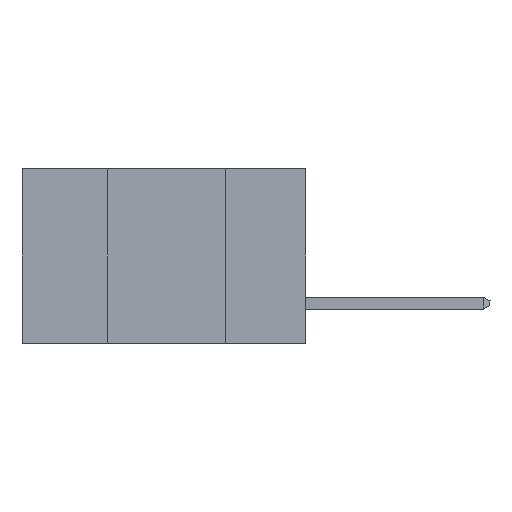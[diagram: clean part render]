
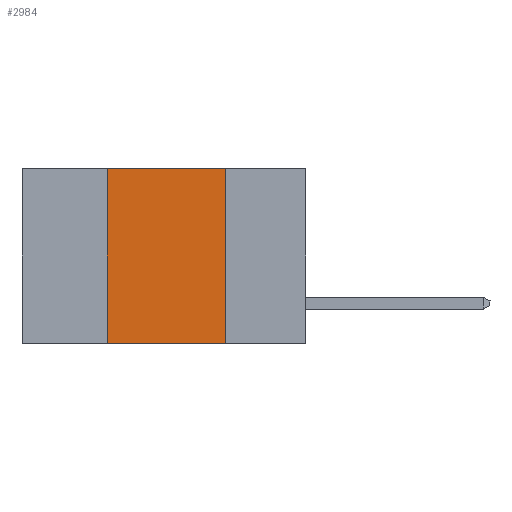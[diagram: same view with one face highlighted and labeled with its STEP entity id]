
A CAD part, left-side view. The second image highlights one B-rep face of the part: STEP entity #2984.
In plain terms, the highlighted planar face has unit normal (-1, 0, 0).
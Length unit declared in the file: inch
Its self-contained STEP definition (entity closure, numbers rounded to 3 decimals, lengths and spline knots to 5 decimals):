
#230 = ORIENTED_EDGE ( 'NONE', *, *, #15218, .T. ) ;
#965 = CARTESIAN_POINT ( 'NONE',  ( 0., 0.42, -0.37 ) ) ;
#1575 = VECTOR ( 'NONE', #4459, 39.37008 ) ;
#1718 = FACE_OUTER_BOUND ( 'NONE', #3073, .T. ) ;
#1818 = CARTESIAN_POINT ( 'NONE',  ( 0., 0.17, -0.37 ) ) ;
#1945 = VECTOR ( 'NONE', #7424, 39.37008 ) ;
#2136 = LINE ( 'NONE', #6898, #9702 ) ;
#2711 = DIRECTION ( 'NONE',  ( 0., -1., 0. ) ) ;
#2984 = ADVANCED_FACE ( 'NONE', ( #1718 ), #6401, .F. ) ;
#3073 = EDGE_LOOP ( 'NONE', ( #6765, #8557, #12023, #230 ) ) ;
#3897 = DIRECTION ( 'NONE',  ( 1., 0., 0. ) ) ;
#4335 = VERTEX_POINT ( 'NONE', #11410 ) ;
#4459 = DIRECTION ( 'NONE',  ( 0., 0., -1. ) ) ;
#4798 = VERTEX_POINT ( 'NONE', #11724 ) ;
#5232 = LINE ( 'NONE', #12366, #1945 ) ;
#5677 = VECTOR ( 'NONE', #2711, 39.37008 ) ;
#6213 = EDGE_CURVE ( 'NONE', #9066, #4335, #2136, .T. ) ;
#6401 = PLANE ( 'NONE',  #13277 ) ;
#6765 = ORIENTED_EDGE ( 'NONE', *, *, #9088, .F. ) ;
#6898 = CARTESIAN_POINT ( 'NONE',  ( 0., 0.42, -0.37 ) ) ;
#7424 = DIRECTION ( 'NONE',  ( 0., -1., 0. ) ) ;
#7907 = LINE ( 'NONE', #1818, #1575 ) ;
#8135 = DIRECTION ( 'NONE',  ( 0., 0., 1. ) ) ;
#8557 = ORIENTED_EDGE ( 'NONE', *, *, #9737, .F. ) ;
#9066 = VERTEX_POINT ( 'NONE', #965 ) ;
#9088 = EDGE_CURVE ( 'NONE', #12102, #4798, #7907, .T. ) ;
#9702 = VECTOR ( 'NONE', #8135, 39.37008 ) ;
#9737 = EDGE_CURVE ( 'NONE', #4335, #12102, #13449, .T. ) ;
#9816 = CARTESIAN_POINT ( 'NONE',  ( 0., 0.6, 0. ) ) ;
#11410 = CARTESIAN_POINT ( 'NONE',  ( 0., 0.42, 0. ) ) ;
#11724 = CARTESIAN_POINT ( 'NONE',  ( 0., 0.17, -0.37 ) ) ;
#12023 = ORIENTED_EDGE ( 'NONE', *, *, #6213, .F. ) ;
#12102 = VERTEX_POINT ( 'NONE', #12881 ) ;
#12366 = CARTESIAN_POINT ( 'NONE',  ( 0., 0.6, -0.37 ) ) ;
#12521 = DIRECTION ( 'NONE',  ( 0., 0., -1. ) ) ;
#12881 = CARTESIAN_POINT ( 'NONE',  ( 0., 0.17, 0. ) ) ;
#13277 = AXIS2_PLACEMENT_3D ( 'NONE', #13464, #3897, #12521 ) ;
#13449 = LINE ( 'NONE', #9816, #5677 ) ;
#13464 = CARTESIAN_POINT ( 'NONE',  ( 0., 0.6, 0. ) ) ;
#15218 = EDGE_CURVE ( 'NONE', #9066, #4798, #5232, .T. ) ;
